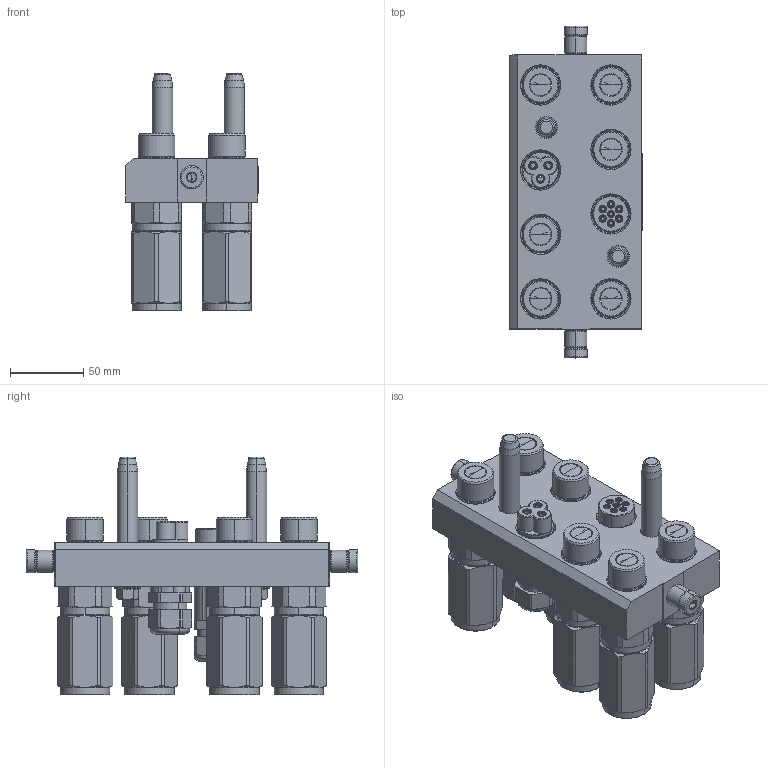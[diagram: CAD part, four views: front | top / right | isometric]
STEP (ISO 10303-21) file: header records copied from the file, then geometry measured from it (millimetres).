
FILE_DESCRIPTION (( 'STEP AP214' ), '1' );
FILE_NAME ('FASTER.step', '2022-02-24T14:15:02', ( '' ), ( '' ), 'SwSTEP 2.0', 'SolidWorks 2017', '' );
FILE_SCHEMA (( 'AUTOMOTIVE_DESIGN' ));
Length unit declared in the file: millimetre
Products named in the file (15): conn_7p_m; et002; FASTER; 4830_044_0000_000; 3ffnp12_gas_m; 4830_028_1000_011; P808_M_BASE; 1540_080_0008_000; conn_3p_m; 4830_021_1000_000; 4830_013_3000_030; 4850_010_0000_020; corspel08-7_m; corpospel08-3m
Assembly tree (28 placements, depth 3):
  FASTER
    P808_M_BASE
      4850_010_0000_020
      4830_021_1000_000  x2
      1540_080_0008_000  x2
      4830_013_3000_030  x2
      4830_028_1000_011  x2
    3ffnp12_gas_m  x6
      3ffnp12_gas_m
    conn_3p_m
      4830_044_0000_000  x3
      corpospel08-3m
    conn_7p_m
      4830_044_0000_000  x3
      corspel08-7_m
    et002
Bounding box: 90.3 x 226.6 x 162.2 mm (x, y, z)
Volume: 2473.8 mm3; surface area: 218304.2 mm2
Topology: 3 solids, 95 shells, 3388 faces, 10129 edges, 6708 vertices
Faces by surface type: plane 1792, cylinder 677, cone 518, bspline 206, torus 183, sphere 12
Entity records: 71588 total; most frequent: CARTESIAN_POINT 17460, ORIENTED_EDGE 9786, DIRECTION 9410, EDGE_CURVE 5130, LINE 3456, VECTOR 3456, VERTEX_POINT 3361, AXIS2_PLACEMENT_3D 2977
